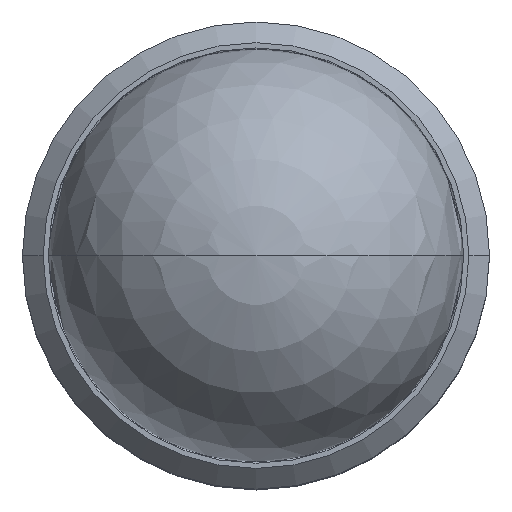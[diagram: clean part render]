
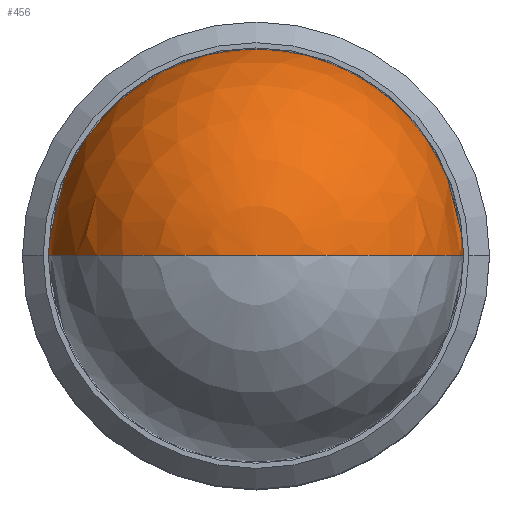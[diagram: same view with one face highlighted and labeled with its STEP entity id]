
A CAD part, top view. The second image highlights one B-rep face of the part: STEP entity #456.
In plain terms, the highlighted spherical face has radius 4 mm.
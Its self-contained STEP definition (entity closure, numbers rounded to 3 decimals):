
#188=EDGE_CURVE('',#434,#372,#494,.T.);
#372=VERTEX_POINT('',#708);
#430=EDGE_CURVE('',#372,#434,#770,.T.);
#434=VERTEX_POINT('',#774);
#456=ADVANCED_FACE('',(#797),#798,.T.);
#494=CIRCLE('',#832,4.0);
#708=CARTESIAN_POINT('',(0.,0.,13.3));
#770=CIRCLE('',#1192,4.0);
#774=CARTESIAN_POINT('',(0.,0.,5.3));
#797=FACE_OUTER_BOUND('',#1230,.T.);
#798=SPHERICAL_SURFACE('',#1231,4.0);
#832=AXIS2_PLACEMENT_3D('',#1252,#1253,#1254);
#1192=AXIS2_PLACEMENT_3D('',#1627,#1628,#1629);
#1230=EDGE_LOOP('',(#1652,#1653));
#1231=AXIS2_PLACEMENT_3D('',#1654,#1655,#1656);
#1252=CARTESIAN_POINT('',(0.,0.,9.3));
#1253=DIRECTION('',(0.,1.0,0.0));
#1254=DIRECTION('',(0.0,-0.0,-1.0));
#1627=CARTESIAN_POINT('',(0.,0.,9.3));
#1628=DIRECTION('',(0.,1.0,0.0));
#1629=DIRECTION('',(0.0,-0.0,-1.0));
#1652=ORIENTED_EDGE('',*,*,#430,.T.);
#1653=ORIENTED_EDGE('',*,*,#188,.T.);
#1654=CARTESIAN_POINT('',(0.,0.,9.3));
#1655=DIRECTION('',(0.0,0.0,1.0));
#1656=DIRECTION('',(-1.0,0.,0.0));
